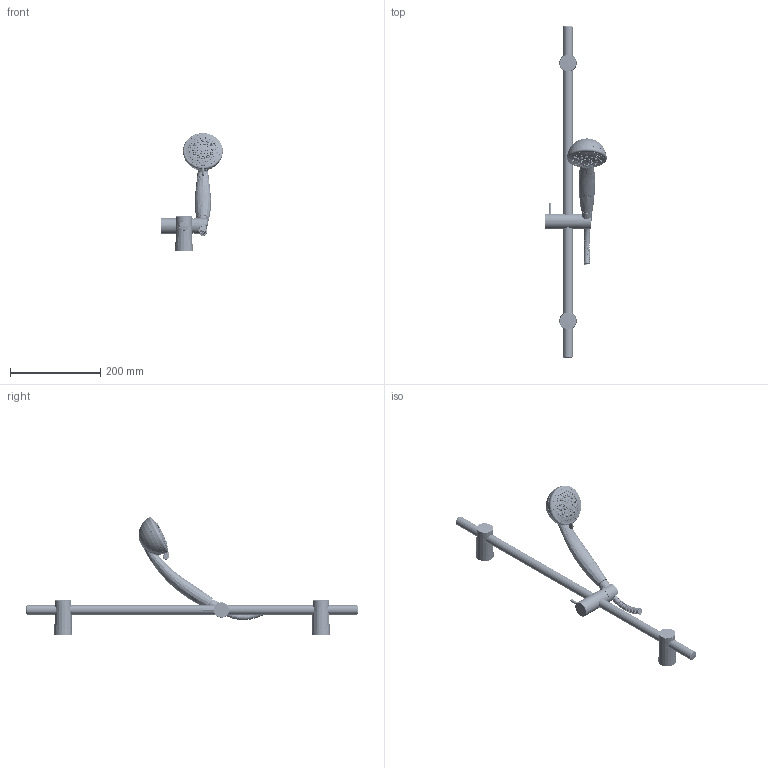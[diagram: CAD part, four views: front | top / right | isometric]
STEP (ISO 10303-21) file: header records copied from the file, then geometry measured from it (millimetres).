
FILE_DESCRIPTION((''),'2;1');
FILE_NAME('ZSAL119CR','2021-11-15T12:42:04',('ut3'),('PAFFONI SpA'),'CREO PARAMETRIC BY PTC INC, 2020044','CREO PARAMETRIC BY PTC INC, 2020044','');
FILE_SCHEMA(('CONFIG_CONTROL_DESIGN','SHAPE_APPEARANCE_LAYERS_GROUPS'));
Length unit declared in the file: millimetre
Products named in the file (1): ZSAL119CR
Bounding box: 136.15 x 734 x 260.33 mm (x, y, z)
Volume: 569127.6 mm3; surface area: 273257.2 mm2
Topology: 5 solids, 5 shells, 3515 faces, 9547 edges, 6038 vertices
Faces by surface type: plane 1262, cylinder 983, bspline 377, cone 348, torus 309, sphere 136, extrusion 96, revolution 4
Entity records: 225062 total; most frequent: CARTESIAN_POINT 128715, ORIENTED_EDGE 19008, DIRECTION 17279, EDGE_CURVE 9504, AXIS2_PLACEMENT_3D 6788, VERTEX_POINT 6054, EDGE_LOOP 3979, CIRCLE 3734
